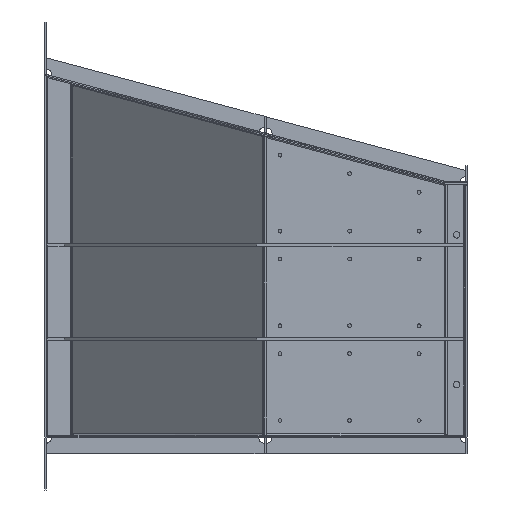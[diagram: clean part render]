
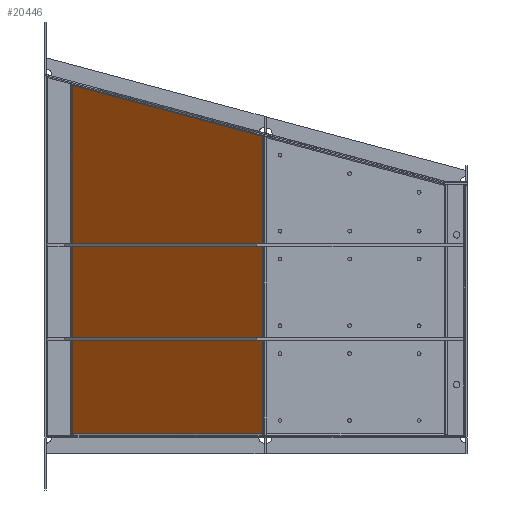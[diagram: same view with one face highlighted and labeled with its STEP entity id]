
A CAD part, left-side view. The second image highlights one B-rep face of the part: STEP entity #20446.
In plain terms, the highlighted planar face has unit normal (-0.707, 0.707, 0).
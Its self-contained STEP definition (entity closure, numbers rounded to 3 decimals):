
#100 = CARTESIAN_POINT ( 'NONE',  ( -3986.464, -99.393, -675. ) ) ;
#361 = LINE ( 'NONE', #3955, #1361 ) ;
#608 = CARTESIAN_POINT ( 'NONE',  ( -3993.075, -106.004, 637.191 ) ) ;
#715 = CARTESIAN_POINT ( 'NONE',  ( -4343.536, -456.464, 551.743 ) ) ;
#1015 = LINE ( 'NONE', #11792, #22736 ) ;
#1361 = VECTOR ( 'NONE', #7296, 1000. ) ;
#1389 = CARTESIAN_POINT ( 'NONE',  ( -3990., -102.929, -662.5 ) ) ;
#1512 = CARTESIAN_POINT ( 'NONE',  ( -3990., -102.929, -665. ) ) ;
#1641 = VECTOR ( 'NONE', #16472, 1000. ) ;
#3020 = DIRECTION ( 'NONE',  ( 0., 0., 1. ) ) ;
#3400 = ORIENTED_EDGE ( 'NONE', *, *, #11125, .T. ) ;
#3912 = DIRECTION ( 'NONE',  ( 0., 0., -1. ) ) ;
#3940 = CARTESIAN_POINT ( 'NONE',  ( -3988.232, -101.161, -662.5 ) ) ;
#3955 = CARTESIAN_POINT ( 'NONE',  ( -3992.432, -105.361, 645.821 ) ) ;
#3969 = LINE ( 'NONE', #3940, #23076 ) ;
#4290 = EDGE_CURVE ( 'NONE', #17490, #7862, #3969, .T. ) ;
#4961 = EDGE_CURVE ( 'NONE', #13076, #9331, #361, .T. ) ;
#5134 = VERTEX_POINT ( 'NONE', #1389 ) ;
#5289 = EDGE_CURVE ( 'NONE', #5134, #17490, #22285, .T. ) ;
#5683 = LINE ( 'NONE', #5699, #18699 ) ;
#5699 = CARTESIAN_POINT ( 'NONE',  ( -3993.075, -106.004, 637.191 ) ) ;
#5720 = DIRECTION ( 'NONE',  ( -0.695, -0.695, -0.186 ) ) ;
#5921 = VERTEX_POINT ( 'NONE', #14097 ) ;
#6251 = EDGE_CURVE ( 'NONE', #5921, #15664, #8666, .T. ) ;
#6627 = EDGE_CURVE ( 'NONE', #12987, #13076, #9702, .T. ) ;
#6893 = ORIENTED_EDGE ( 'NONE', *, *, #12964, .F. ) ;
#7138 = CARTESIAN_POINT ( 'NONE',  ( -3986.464, -99.393, -675. ) ) ;
#7296 = DIRECTION ( 'NONE',  ( 0.132, 0.132, -0.983 ) ) ;
#7387 = VECTOR ( 'NONE', #3020, 1000. ) ;
#7520 = EDGE_CURVE ( 'NONE', #9331, #20365, #22378, .T. ) ;
#7862 = VERTEX_POINT ( 'NONE', #8224 ) ;
#8224 = CARTESIAN_POINT ( 'NONE',  ( -3988.232, -101.161, -675. ) ) ;
#8283 = DIRECTION ( 'NONE',  ( -0.695, -0.695, -0.186 ) ) ;
#8483 = ORIENTED_EDGE ( 'NONE', *, *, #4961, .F. ) ;
#8666 = LINE ( 'NONE', #8695, #11867 ) ;
#8695 = CARTESIAN_POINT ( 'NONE',  ( -4702.071, -815., -665. ) ) ;
#8730 = DIRECTION ( 'NONE',  ( 0.707, 0.707, 0. ) ) ;
#9195 = VECTOR ( 'NONE', #22016, 1000. ) ;
#9331 = VERTEX_POINT ( 'NONE', #14439 ) ;
#9702 = LINE ( 'NONE', #715, #17791 ) ;
#9713 = ORIENTED_EDGE ( 'NONE', *, *, #5289, .F. ) ;
#9863 = ORIENTED_EDGE ( 'NONE', *, *, #12872, .F. ) ;
#10557 = ORIENTED_EDGE ( 'NONE', *, *, #6251, .F. ) ;
#10833 = ORIENTED_EDGE ( 'NONE', *, *, #6627, .F. ) ;
#11114 = VERTEX_POINT ( 'NONE', #17738 ) ;
#11125 = EDGE_CURVE ( 'NONE', #15866, #7862, #11687, .T. ) ;
#11530 = CARTESIAN_POINT ( 'NONE',  ( -3992.432, -105.361, 645.821 ) ) ;
#11642 = EDGE_LOOP ( 'NONE', ( #10557, #9863, #21060, #6893, #17720, #8483, #10833, #12681, #3400, #17753, #9713, #17442 ) ) ;
#11657 = DIRECTION ( 'NONE',  ( -0.707, -0.707, 0. ) ) ;
#11687 = LINE ( 'NONE', #11688, #14104 ) ;
#11688 = CARTESIAN_POINT ( 'NONE',  ( -3983.536, -96.464, -675. ) ) ;
#11792 = CARTESIAN_POINT ( 'NONE',  ( -4702.071, -815., -675. ) ) ;
#11867 = VECTOR ( 'NONE', #8730, 1000. ) ;
#12086 = EDGE_CURVE ( 'NONE', #16917, #11114, #5683, .T. ) ;
#12681 = ORIENTED_EDGE ( 'NONE', *, *, #22834, .F. ) ;
#12872 = EDGE_CURVE ( 'NONE', #11114, #5921, #1015, .T. ) ;
#12964 = EDGE_CURVE ( 'NONE', #20365, #16917, #16555, .T. ) ;
#12987 = VERTEX_POINT ( 'NONE', #16142 ) ;
#13076 = VERTEX_POINT ( 'NONE', #11530 ) ;
#14097 = CARTESIAN_POINT ( 'NONE',  ( -4702.071, -815., -665. ) ) ;
#14104 = VECTOR ( 'NONE', #11657, 1000. ) ;
#14321 = FACE_OUTER_BOUND ( 'NONE', #11642, .T. ) ;
#14439 = CARTESIAN_POINT ( 'NONE',  ( -3991.009, -103.938, 635.2 ) ) ;
#14495 = LINE ( 'NONE', #100, #7387 ) ;
#14766 = CARTESIAN_POINT ( 'NONE',  ( -3988.232, -101.161, -662.5 ) ) ;
#15265 = EDGE_CURVE ( 'NONE', #15664, #5134, #22088, .T. ) ;
#15664 = VERTEX_POINT ( 'NONE', #1512 ) ;
#15733 = CARTESIAN_POINT ( 'NONE',  ( -3983.536, -96.464, -675. ) ) ;
#15782 = PLANE ( 'NONE',  #22714 ) ;
#15816 = DIRECTION ( 'NONE',  ( 0.707, -0.707, 0. ) ) ;
#15854 = CARTESIAN_POINT ( 'NONE',  ( -3990., -102.929, -662.5 ) ) ;
#15866 = VERTEX_POINT ( 'NONE', #7138 ) ;
#16138 = DIRECTION ( 'NONE',  ( 0., 0., 1. ) ) ;
#16142 = CARTESIAN_POINT ( 'NONE',  ( -3986.464, -99.393, 647.42 ) ) ;
#16472 = DIRECTION ( 'NONE',  ( -0.132, -0.132, 0.983 ) ) ;
#16527 = CARTESIAN_POINT ( 'NONE',  ( -3992.745, -105.674, 634.735 ) ) ;
#16555 = LINE ( 'NONE', #16527, #1641 ) ;
#16660 = DIRECTION ( 'NONE',  ( 0., 0., -1. ) ) ;
#16917 = VERTEX_POINT ( 'NONE', #608 ) ;
#17442 = ORIENTED_EDGE ( 'NONE', *, *, #15265, .F. ) ;
#17490 = VERTEX_POINT ( 'NONE', #14766 ) ;
#17720 = ORIENTED_EDGE ( 'NONE', *, *, #7520, .F. ) ;
#17738 = CARTESIAN_POINT ( 'NONE',  ( -4702.071, -815., 447.216 ) ) ;
#17753 = ORIENTED_EDGE ( 'NONE', *, *, #4290, .F. ) ;
#17791 = VECTOR ( 'NONE', #8283, 1000. ) ;
#18699 = VECTOR ( 'NONE', #5720, 1000. ) ;
#18954 = VECTOR ( 'NONE', #19039, 1000. ) ;
#19039 = DIRECTION ( 'NONE',  ( 0.707, 0.707, 0. ) ) ;
#20365 = VERTEX_POINT ( 'NONE', #20734 ) ;
#20446 = ADVANCED_FACE ( 'NONE', ( #14321 ), #15782, .F. ) ;
#20734 = CARTESIAN_POINT ( 'NONE',  ( -3992.745, -105.674, 634.735 ) ) ;
#21060 = ORIENTED_EDGE ( 'NONE', *, *, #12086, .F. ) ;
#21686 = VECTOR ( 'NONE', #22238, 1000. ) ;
#22016 = DIRECTION ( 'NONE',  ( 0., 0., 1. ) ) ;
#22085 = CARTESIAN_POINT ( 'NONE',  ( -3990., -102.929, -665. ) ) ;
#22088 = LINE ( 'NONE', #22085, #9195 ) ;
#22238 = DIRECTION ( 'NONE',  ( -0.695, -0.695, -0.186 ) ) ;
#22260 = CARTESIAN_POINT ( 'NONE',  ( -3991.009, -103.938, 635.2 ) ) ;
#22285 = LINE ( 'NONE', #15854, #18954 ) ;
#22378 = LINE ( 'NONE', #22260, #21686 ) ;
#22714 = AXIS2_PLACEMENT_3D ( 'NONE', #15733, #15816, #16138 ) ;
#22736 = VECTOR ( 'NONE', #16660, 1000. ) ;
#22834 = EDGE_CURVE ( 'NONE', #15866, #12987, #14495, .T. ) ;
#23076 = VECTOR ( 'NONE', #3912, 1000. ) ;
